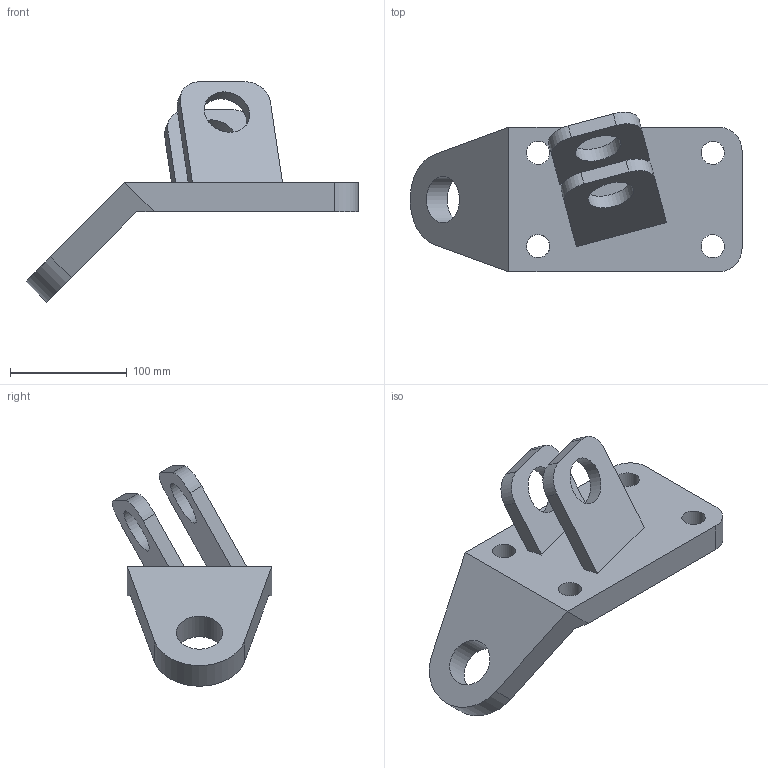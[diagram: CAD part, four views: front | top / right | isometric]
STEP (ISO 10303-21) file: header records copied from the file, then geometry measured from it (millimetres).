
FILE_DESCRIPTION(('FreeCAD Model'),'2;1');
FILE_NAME( 'Advanced.step', '2017-01-15T14:37:24',('Gustavo Segura <>'),( ''),'Open CASCADE STEP processor 6.9','FreeCAD','Unknown');
FILE_SCHEMA(('AUTOMOTIVE_DESIGN_CC2 { 1 2 10303 214 -1 1 5 4 }'));
Length unit declared in the file: millimetre
Products named in the file (2): ASSEMBLY; Body
Assembly tree (1 placements, depth 2):
  ASSEMBLY
    Body
Bounding box: 284.85 x 136.84 x 189.13 mm (x, y, z)
Volume: 914828.2 mm3; surface area: 119110.4 mm2
Topology: 1 solids, 1 shells, 33 faces, 93 edges, 64 vertices
Faces by surface type: plane 19, cylinder 14
Full cylindrical faces by diameter (mm): 20 x4, 40 x3
Entity records: 2427 total; most frequent: CARTESIAN_POINT 498, DIRECTION 365, LINE 207, VECTOR 207, ORIENTED_EDGE 186, PCURVE 186, DEFINITIONAL_REPRESENTATION 186, EDGE_CURVE 93
